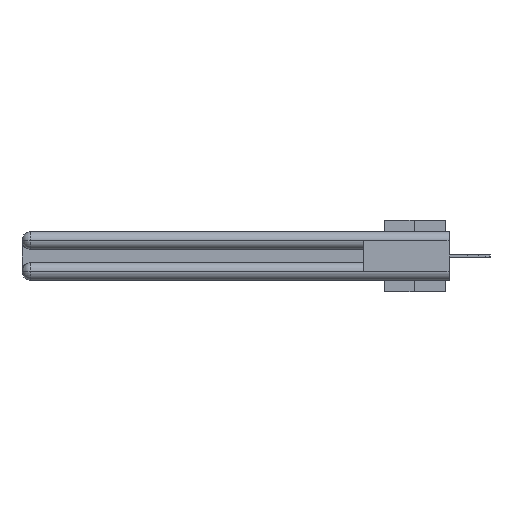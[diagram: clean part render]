
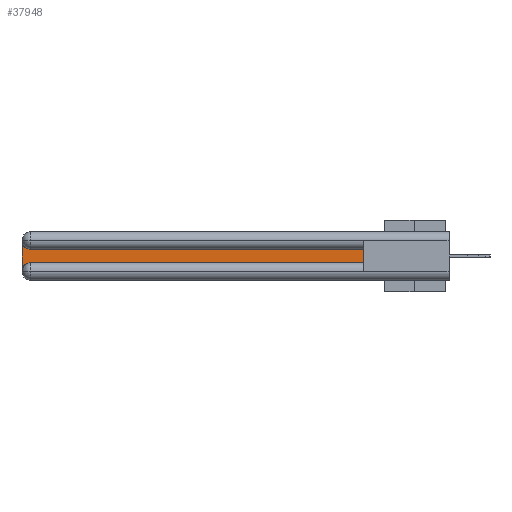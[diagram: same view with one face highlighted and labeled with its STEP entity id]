
A CAD part, left-side view. The second image highlights one B-rep face of the part: STEP entity #37948.
In plain terms, the highlighted planar face has unit normal (-1, 0, 0).
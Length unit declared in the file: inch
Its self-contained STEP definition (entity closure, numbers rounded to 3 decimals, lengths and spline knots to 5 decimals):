
#494 = ORIENTED_EDGE ( 'NONE', *, *, #14046, .T. ) ;
#2173 = ORIENTED_EDGE ( 'NONE', *, *, #33280, .T. ) ;
#2961 = CIRCLE ( 'NONE', #15760, 0.06 ) ;
#3145 = AXIS2_PLACEMENT_3D ( 'NONE', #33505, #14676, #5342 ) ;
#4326 = EDGE_CURVE ( 'NONE', #36886, #9313, #2961, .T. ) ;
#5028 = FACE_OUTER_BOUND ( 'NONE', #15388, .T. ) ;
#5270 = VECTOR ( 'NONE', #7296, 39.37008 ) ;
#5342 = DIRECTION ( 'NONE',  ( 0., 0., -1. ) ) ;
#7296 = DIRECTION ( 'NONE',  ( 0., 0., -1. ) ) ;
#8357 = PLANE ( 'NONE',  #3145 ) ;
#8430 = EDGE_CURVE ( 'NONE', #33131, #9266, #9679, .T. ) ;
#8671 = LINE ( 'NONE', #38455, #5270 ) ;
#9266 = VERTEX_POINT ( 'NONE', #35974 ) ;
#9313 = VERTEX_POINT ( 'NONE', #33232 ) ;
#9679 = LINE ( 'NONE', #29907, #33541 ) ;
#10147 = CARTESIAN_POINT ( 'NONE',  ( 0.075, 0.6, -0.1225 ) ) ;
#10972 = CARTESIAN_POINT ( 'NONE',  ( 0.075, 0.6, -0.1225 ) ) ;
#13107 = ORIENTED_EDGE ( 'NONE', *, *, #28813, .T. ) ;
#13375 = LINE ( 'NONE', #13615, #27018 ) ;
#13615 = CARTESIAN_POINT ( 'NONE',  ( 0.075, 0.6, -0.2175 ) ) ;
#14046 = EDGE_CURVE ( 'NONE', #9266, #22329, #13375, .T. ) ;
#14309 = ORIENTED_EDGE ( 'NONE', *, *, #32552, .T. ) ;
#14676 = DIRECTION ( 'NONE',  ( 1., 0., 0. ) ) ;
#15133 = VERTEX_POINT ( 'NONE', #30372 ) ;
#15388 = EDGE_LOOP ( 'NONE', ( #2173, #26383, #13107, #14309, #23434, #494 ) ) ;
#15760 = AXIS2_PLACEMENT_3D ( 'NONE', #37606, #37336, #40194 ) ;
#16680 = DIRECTION ( 'NONE',  ( 0., 1., 0. ) ) ;
#17002 = CARTESIAN_POINT ( 'NONE',  ( 0.075, 2.94, -0.1225 ) ) ;
#18903 = DIRECTION ( 'NONE',  ( 1., 0., 0. ) ) ;
#20860 = CIRCLE ( 'NONE', #32294, 0.06 ) ;
#22329 = VERTEX_POINT ( 'NONE', #10972 ) ;
#23042 = DIRECTION ( 'NONE',  ( 0., 0., 1. ) ) ;
#23434 = ORIENTED_EDGE ( 'NONE', *, *, #8430, .T. ) ;
#24744 = CARTESIAN_POINT ( 'NONE',  ( 0.075, 2.94, -0.2175 ) ) ;
#25680 = VECTOR ( 'NONE', #16680, 39.37008 ) ;
#26383 = ORIENTED_EDGE ( 'NONE', *, *, #4326, .T. ) ;
#27018 = VECTOR ( 'NONE', #23042, 39.37008 ) ;
#28813 = EDGE_CURVE ( 'NONE', #9313, #15133, #8671, .T. ) ;
#29907 = CARTESIAN_POINT ( 'NONE',  ( 0.075, 0.6, -0.2175 ) ) ;
#30372 = CARTESIAN_POINT ( 'NONE',  ( 0.075, 3., -0.2775 ) ) ;
#31139 = DIRECTION ( 'NONE',  ( 0., 0., -1. ) ) ;
#32294 = AXIS2_PLACEMENT_3D ( 'NONE', #37801, #18903, #31139 ) ;
#32552 = EDGE_CURVE ( 'NONE', #15133, #33131, #20860, .T. ) ;
#33131 = VERTEX_POINT ( 'NONE', #24744 ) ;
#33232 = CARTESIAN_POINT ( 'NONE',  ( 0.075, 3., -0.0625 ) ) ;
#33280 = EDGE_CURVE ( 'NONE', #22329, #36886, #33958, .T. ) ;
#33505 = CARTESIAN_POINT ( 'NONE',  ( 0.075, 3., -0.1225 ) ) ;
#33541 = VECTOR ( 'NONE', #39328, 39.37008 ) ;
#33958 = LINE ( 'NONE', #10147, #25680 ) ;
#35974 = CARTESIAN_POINT ( 'NONE',  ( 0.075, 0.6, -0.2175 ) ) ;
#36886 = VERTEX_POINT ( 'NONE', #17002 ) ;
#37336 = DIRECTION ( 'NONE',  ( 1., 0., 0. ) ) ;
#37606 = CARTESIAN_POINT ( 'NONE',  ( 0.075, 2.94, -0.0625 ) ) ;
#37801 = CARTESIAN_POINT ( 'NONE',  ( 0.075, 2.94, -0.2775 ) ) ;
#37948 = ADVANCED_FACE ( 'NONE', ( #5028 ), #8357, .F. ) ;
#38455 = CARTESIAN_POINT ( 'NONE',  ( 0.075, 3., -0.2175 ) ) ;
#39328 = DIRECTION ( 'NONE',  ( 0., -1., 0. ) ) ;
#40194 = DIRECTION ( 'NONE',  ( 0., 0., -1. ) ) ;
